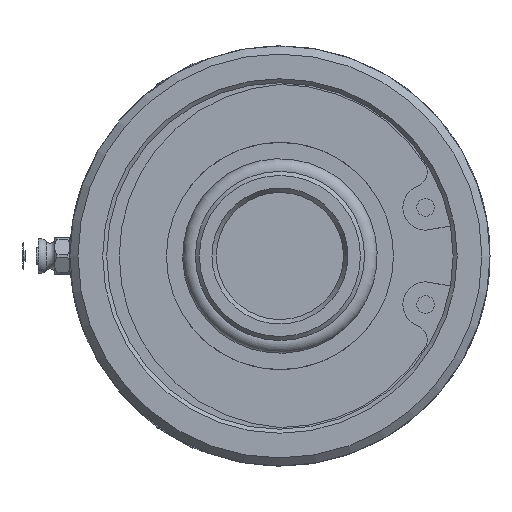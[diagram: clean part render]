
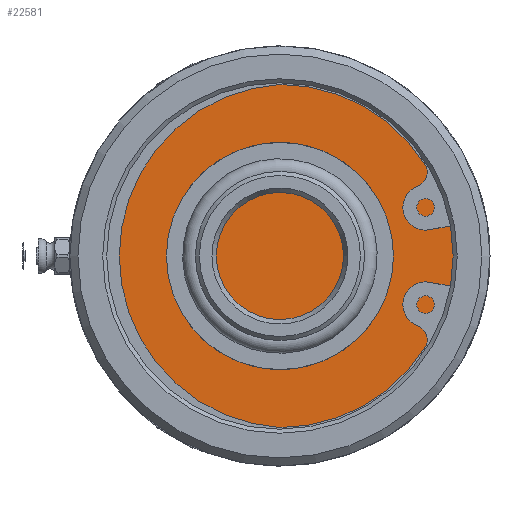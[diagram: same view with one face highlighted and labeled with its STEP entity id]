
A CAD part, left-side view. The second image highlights one B-rep face of the part: STEP entity #22581.
In plain terms, the highlighted planar face has unit normal (-1, 0, 0).
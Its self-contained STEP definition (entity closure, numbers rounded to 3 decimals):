
#3098=CIRCLE('',#23885,36.9);
#4339=FACE_OUTER_BOUND('',#5711,.T.);
#5711=EDGE_LOOP('',(#20152));
#10650=VERTEX_POINT('',#49904);
#13867=EDGE_CURVE('',#10650,#10650,#3098,.T.);
#20152=ORIENTED_EDGE('',*,*,#13867,.F.);
#21433=PLANE('',#23886);
#22581=ADVANCED_FACE('',(#4339),#21433,.F.);
#23885=AXIS2_PLACEMENT_3D('',#49906,#27625,#27626);
#23886=AXIS2_PLACEMENT_3D('',#49907,#27627,#27628);
#27625=DIRECTION('center_axis',(1.,0.,0.));
#27626=DIRECTION('ref_axis',(0.,1.,0.));
#27627=DIRECTION('center_axis',(1.,0.,0.));
#27628=DIRECTION('ref_axis',(0.,0.,-1.));
#49904=CARTESIAN_POINT('',(7.1,-36.9,0.));
#49906=CARTESIAN_POINT('Origin',(7.1,0.,0.));
#49907=CARTESIAN_POINT('Origin',(7.1,18.45,0.));
